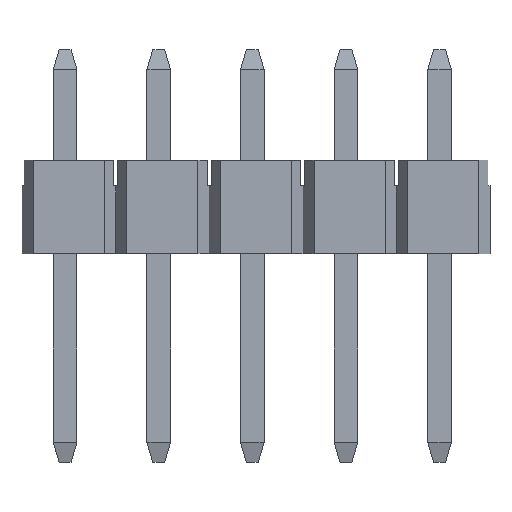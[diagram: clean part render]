
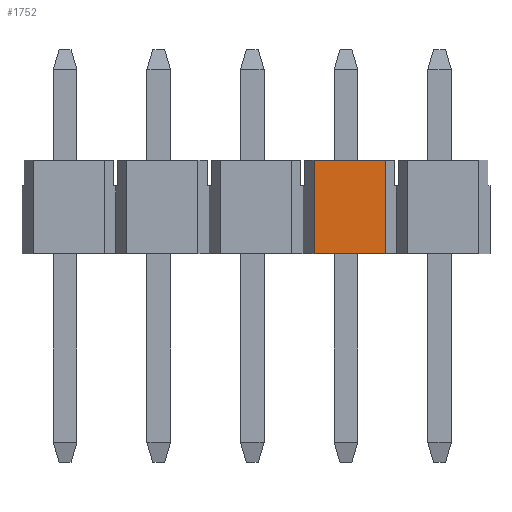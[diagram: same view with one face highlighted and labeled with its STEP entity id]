
A CAD part, top view. The second image highlights one B-rep face of the part: STEP entity #1752.
In plain terms, the highlighted planar face has unit normal (0, 0, 1).
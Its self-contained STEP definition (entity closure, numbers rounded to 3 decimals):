
#880=VERTEX_POINT('',#2430);
#1056=EDGE_CURVE('',#1588,#880,#2619,.T.);
#1124=VERTEX_POINT('',#2701);
#1448=EDGE_CURVE('',#880,#1632,#3055,.T.);
#1464=EDGE_CURVE('',#1124,#1632,#3072,.T.);
#1588=VERTEX_POINT('',#3208);
#1632=VERTEX_POINT('',#3256);
#1752=ADVANCED_FACE('',(#3391),#3392,.T.);
#1788=EDGE_CURVE('',#1588,#1124,#3431,.T.);
#2430=CARTESIAN_POINT('',(3.605,0.,1.253));
#2619=LINE('',#4443,#4444);
#2701=CARTESIAN_POINT('',(1.675,-2.54,1.253));
#3055=LINE('',#5069,#5070);
#3072=LINE('',#5098,#5099);
#3208=CARTESIAN_POINT('',(1.675,0.,1.253));
#3256=CARTESIAN_POINT('',(3.605,-2.54,1.253));
#3391=FACE_OUTER_BOUND('',#5540,.T.);
#3392=PLANE('',#5541);
#3431=LINE('',#5603,#5604);
#4443=CARTESIAN_POINT('',(1.675,0.,1.253));
#4444=VECTOR('',#6720,1.0);
#5069=CARTESIAN_POINT('',(3.605,0.,1.253));
#5070=VECTOR('',#7193,1.0);
#5098=CARTESIAN_POINT('',(1.675,-2.54,1.253));
#5099=VECTOR('',#7207,1.0);
#5540=EDGE_LOOP('',(#7524,#7525,#7526,#7527));
#5541=AXIS2_PLACEMENT_3D('',#7528,#7529,#7530);
#5603=CARTESIAN_POINT('',(1.675,0.,1.253));
#5604=VECTOR('',#7566,1.0);
#6720=DIRECTION('',(1.0,0.0,0.0));
#7193=DIRECTION('',(0.0,-1.0,0.));
#7207=DIRECTION('',(1.0,0.0,0.0));
#7524=ORIENTED_EDGE('',*,*,#1464,.T.);
#7525=ORIENTED_EDGE('',*,*,#1448,.F.);
#7526=ORIENTED_EDGE('',*,*,#1056,.F.);
#7527=ORIENTED_EDGE('',*,*,#1788,.T.);
#7528=CARTESIAN_POINT('',(1.675,0.,1.253));
#7529=DIRECTION('',(0.0,0.,1.0));
#7530=DIRECTION('',(-1.0,0.0,0.0));
#7566=DIRECTION('',(0.0,-1.0,0.));
